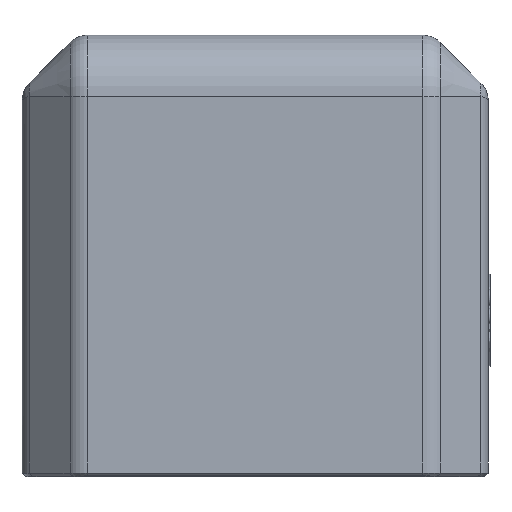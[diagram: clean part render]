
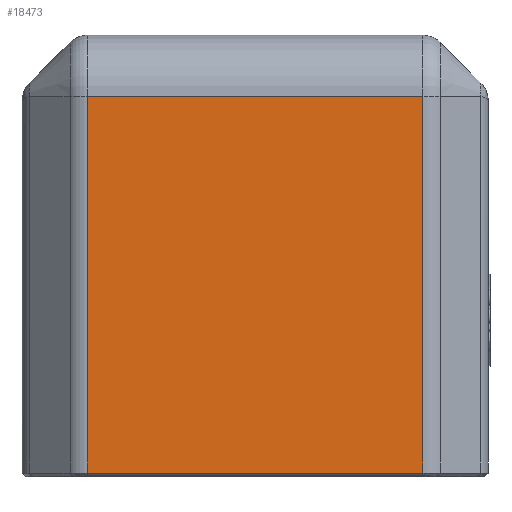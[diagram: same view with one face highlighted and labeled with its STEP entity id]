
A CAD part, front view. The second image highlights one B-rep face of the part: STEP entity #18473.
In plain terms, the highlighted face is planar.
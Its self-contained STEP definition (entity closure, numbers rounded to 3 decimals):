
#1800=PLANE('',#19372);
#2482=FACE_OUTER_BOUND('',#3558,.T.);
#3558=EDGE_LOOP('',(#14373,#14374,#14375,#14376));
#4868=LINE('',#29376,#6267);
#4877=LINE('',#29401,#6276);
#4878=LINE('',#29403,#6277);
#4879=LINE('',#29404,#6278);
#6267=VECTOR('',#21087,10.);
#6276=VECTOR('',#21116,10.);
#6277=VECTOR('',#21117,10.);
#6278=VECTOR('',#21118,10.);
#8404=VERTEX_POINT('',#29370);
#8405=VERTEX_POINT('',#29374);
#8411=VERTEX_POINT('',#29400);
#8412=VERTEX_POINT('',#29402);
#10576=EDGE_CURVE('',#8405,#8404,#4868,.T.);
#10588=EDGE_CURVE('',#8411,#8405,#4877,.T.);
#10589=EDGE_CURVE('',#8412,#8411,#4878,.T.);
#10590=EDGE_CURVE('',#8404,#8412,#4879,.T.);
#14373=ORIENTED_EDGE('',*,*,#10576,.F.);
#14374=ORIENTED_EDGE('',*,*,#10588,.F.);
#14375=ORIENTED_EDGE('',*,*,#10589,.F.);
#14376=ORIENTED_EDGE('',*,*,#10590,.F.);
#18473=ADVANCED_FACE('',(#2482),#1800,.T.);
#19372=AXIS2_PLACEMENT_3D('',#29399,#21114,#21115);
#21087=DIRECTION('',(-1.,0.,0.));
#21114=DIRECTION('center_axis',(0.,0.,-1.));
#21115=DIRECTION('ref_axis',(-1.,0.,0.));
#21116=DIRECTION('',(0.,1.,0.));
#21117=DIRECTION('',(1.,0.,0.));
#21118=DIRECTION('',(0.,-1.,0.));
#29370=CARTESIAN_POINT('',(-13.672,35.7,-19.));
#29374=CARTESIAN_POINT('',(13.672,35.7,-19.));
#29376=CARTESIAN_POINT('',(9.5,35.7,-19.));
#29399=CARTESIAN_POINT('Origin',(19.,0.,-19.));
#29400=CARTESIAN_POINT('',(13.672,5.,-19.));
#29401=CARTESIAN_POINT('',(13.672,0.,-19.));
#29402=CARTESIAN_POINT('',(-13.672,5.,-19.));
#29403=CARTESIAN_POINT('',(9.5,5.,-19.));
#29404=CARTESIAN_POINT('',(-13.672,0.,-19.));
